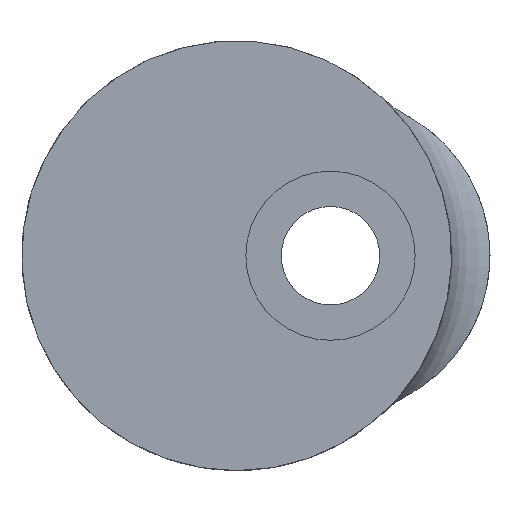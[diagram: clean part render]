
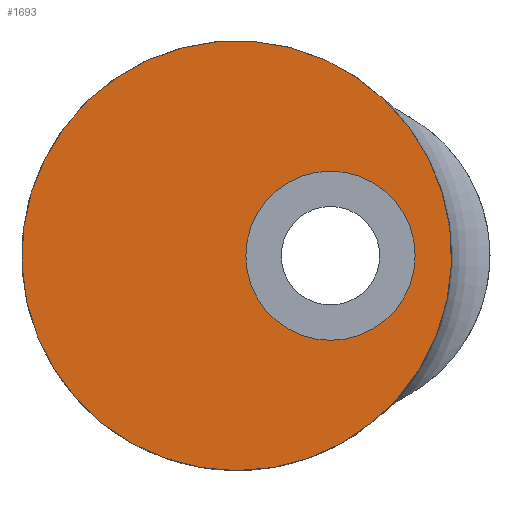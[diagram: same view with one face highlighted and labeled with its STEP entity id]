
A CAD part, front view. The second image highlights one B-rep face of the part: STEP entity #1693.
In plain terms, the highlighted planar face has unit normal (0, -1, 0).
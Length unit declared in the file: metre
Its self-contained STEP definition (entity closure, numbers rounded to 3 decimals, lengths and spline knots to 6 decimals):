
#123=PLANE('',#1864);
#877=ORIENTED_EDGE('',*,*,#887,.F.);
#878=ORIENTED_EDGE('',*,*,#888,.T.);
#887=EDGE_CURVE('',#1136,#1136,#1304,.F.);
#888=EDGE_CURVE('',#1137,#1137,#1305,.F.);
#1136=VERTEX_POINT('',#2329);
#1137=VERTEX_POINT('',#2332);
#1304=CIRCLE('',#1714,0.006985);
#1305=CIRCLE('',#1716,0.00275);
#1466=EDGE_LOOP('',(#877));
#1467=EDGE_LOOP('',(#878));
#1569=FACE_BOUND('',#1466,.T.);
#1570=FACE_BOUND('',#1467,.T.);
#1693=ADVANCED_FACE('',(#1569,#1570),#123,.T.);
#1714=AXIS2_PLACEMENT_3D('',#2328,#1882,#1883);
#1716=AXIS2_PLACEMENT_3D('',#2331,#1886,#1887);
#1864=AXIS2_PLACEMENT_3D('',#2986,#2309,#2310);
#1882=DIRECTION('',(0.,-1.,0.));
#1883=DIRECTION('',(0.,0.,-1.));
#1886=DIRECTION('',(0.,-1.,0.));
#1887=DIRECTION('',(0.,0.,-1.));
#2309=DIRECTION('',(0.,-1.,0.));
#2310=DIRECTION('',(1.,0.,0.));
#2328=CARTESIAN_POINT('',(-0.012898,-0.012436,0.));
#2329=CARTESIAN_POINT('',(-0.012898,-0.012436,-0.006985));
#2331=CARTESIAN_POINT('',(-0.00985,-0.012436,0.));
#2332=CARTESIAN_POINT('',(-0.00985,-0.012436,-0.00275));
#2986=CARTESIAN_POINT('',(-0.014896,-0.012436,0.002087));
